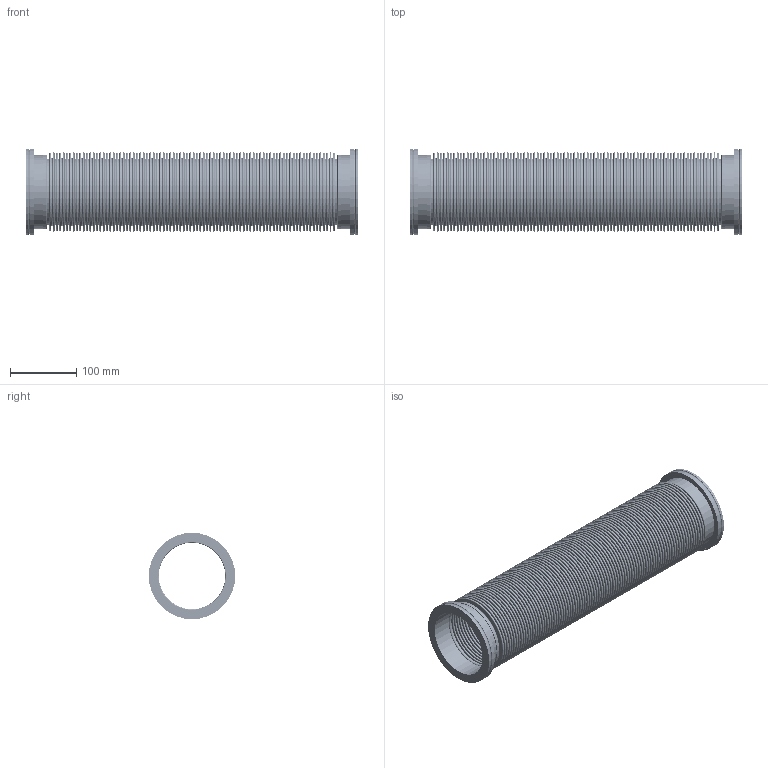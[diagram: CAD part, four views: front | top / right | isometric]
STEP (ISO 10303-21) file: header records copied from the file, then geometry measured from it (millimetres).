
FILE_DESCRIPTION (( 'STEP AP214' ), '1' );
FILE_NAME ('320SWN100-0500.stp', '2017-06-06T05:34:14', ( '' ), ( '' ), 'SwSTEP 2.0', 'SolidWorks 2015', '' );
FILE_SCHEMA (( 'AUTOMOTIVE_DESIGN' ));
Length unit declared in the file: millimetre
Products named in the file (1): 320SWN100-0500
Bounding box: 500 x 130 x 130 mm (x, y, z)
Volume: 291978.3 mm3; surface area: 1352281.2 mm2
Topology: 1 solids, 1 shells, 2487 faces, 4976 edges, 2850 vertices
Faces by surface type: torus 1400, cylinder 726, plane 361
Entity records: 92799 total; most frequent: DIRECTION 14202, CARTESIAN_POINT 10314, ORIENTED_EDGE 9952, AXIS2_PLACEMENT_3D 6738, EDGE_CURVE 4976, CIRCLE 4250, VERTEX_POINT 2850, EDGE_LOOP 2848
